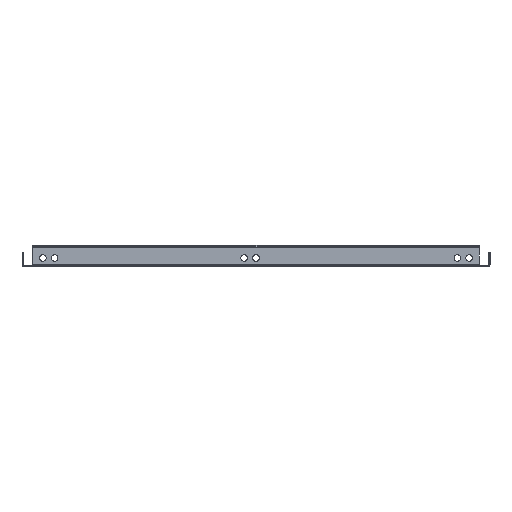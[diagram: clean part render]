
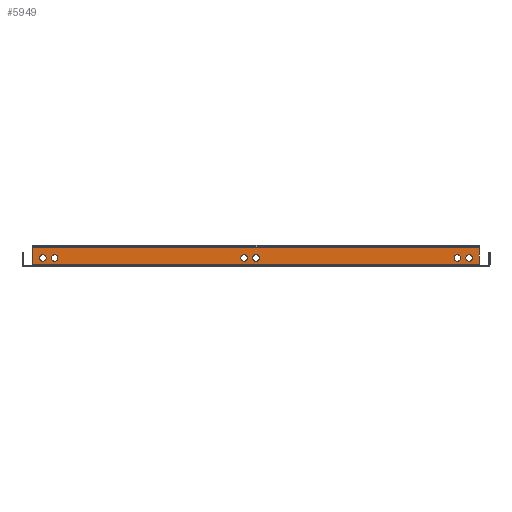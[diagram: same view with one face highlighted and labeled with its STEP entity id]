
A CAD part, left-side view. The second image highlights one B-rep face of the part: STEP entity #5949.
In plain terms, the highlighted planar face has unit normal (-1, 0, 0).
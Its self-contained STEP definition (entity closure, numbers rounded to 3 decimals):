
#21 = DIRECTION ( 'NONE',  ( 0., 0., 1. ) ) ;
#68 = CARTESIAN_POINT ( 'NONE',  ( -253.2, 225., 11.25 ) ) ;
#150 = DIRECTION ( 'NONE',  ( 0., 0., -1. ) ) ;
#151 = VERTEX_POINT ( 'NONE', #166 ) ;
#166 = CARTESIAN_POINT ( 'NONE',  ( -253.2, 235.8, 18.8 ) ) ;
#283 = EDGE_LOOP ( 'NONE', ( #502, #2647 ) ) ;
#313 = VERTEX_POINT ( 'NONE', #5866 ) ;
#389 = DIRECTION ( 'NONE',  ( 1., 0., 0. ) ) ;
#396 = CARTESIAN_POINT ( 'NONE',  ( -253.2, -212.5, 7.8 ) ) ;
#502 = ORIENTED_EDGE ( 'NONE', *, *, #3304, .T. ) ;
#610 = VERTEX_POINT ( 'NONE', #5001 ) ;
#643 = LINE ( 'NONE', #4859, #6883 ) ;
#660 = CARTESIAN_POINT ( 'NONE',  ( -253.2, 225., 4.35 ) ) ;
#718 = VERTEX_POINT ( 'NONE', #845 ) ;
#783 = CARTESIAN_POINT ( 'NONE',  ( -253.2, 0., 0. ) ) ;
#828 = VERTEX_POINT ( 'NONE', #5173 ) ;
#841 = CIRCLE ( 'NONE', #5616, 3.45 ) ;
#845 = CARTESIAN_POINT ( 'NONE',  ( -253.2, 0., 4.35 ) ) ;
#893 = CARTESIAN_POINT ( 'NONE',  ( -253.2, 212.5, 4.35 ) ) ;
#940 = CARTESIAN_POINT ( 'NONE',  ( -253.2, -225., 7.8 ) ) ;
#988 = CIRCLE ( 'NONE', #4932, 3.45 ) ;
#1063 = VERTEX_POINT ( 'NONE', #68 ) ;
#1099 = DIRECTION ( 'NONE',  ( 1., 0., 0. ) ) ;
#1101 = EDGE_LOOP ( 'NONE', ( #7242, #3211, #3950, #6680 ) ) ;
#1138 = AXIS2_PLACEMENT_3D ( 'NONE', #940, #6265, #4582 ) ;
#1246 = ORIENTED_EDGE ( 'NONE', *, *, #2321, .T. ) ;
#1291 = FACE_BOUND ( 'NONE', #283, .T. ) ;
#1304 = VERTEX_POINT ( 'NONE', #4021 ) ;
#1404 = CARTESIAN_POINT ( 'NONE',  ( -253.2, 212.5, 7.8 ) ) ;
#1495 = CIRCLE ( 'NONE', #5480, 3.45 ) ;
#1537 = ORIENTED_EDGE ( 'NONE', *, *, #6470, .T. ) ;
#1540 = CIRCLE ( 'NONE', #4990, 3.45 ) ;
#1544 = ORIENTED_EDGE ( 'NONE', *, *, #7301, .T. ) ;
#1625 = DIRECTION ( 'NONE',  ( 0., 0., -1. ) ) ;
#1674 = CARTESIAN_POINT ( 'NONE',  ( -253.2, -235.8, 1. ) ) ;
#1721 = LINE ( 'NONE', #6444, #3512 ) ;
#1740 = VERTEX_POINT ( 'NONE', #893 ) ;
#1809 = DIRECTION ( 'NONE',  ( 1., 0., 0. ) ) ;
#1853 = DIRECTION ( 'NONE',  ( 1., 0., 0. ) ) ;
#1888 = DIRECTION ( 'NONE',  ( 0., -1., 0. ) ) ;
#1915 = DIRECTION ( 'NONE',  ( 0., 0., -1. ) ) ;
#1969 = PLANE ( 'NONE',  #6806 ) ;
#1999 = EDGE_LOOP ( 'NONE', ( #3213, #5038 ) ) ;
#2036 = VECTOR ( 'NONE', #6062, 1000. ) ;
#2045 = FACE_OUTER_BOUND ( 'NONE', #1101, .T. ) ;
#2068 = CIRCLE ( 'NONE', #6944, 3.45 ) ;
#2088 = EDGE_CURVE ( 'NONE', #313, #5891, #841, .T. ) ;
#2109 = AXIS2_PLACEMENT_3D ( 'NONE', #1404, #4962, #2600 ) ;
#2126 = DIRECTION ( 'NONE',  ( 1., 0., 0. ) ) ;
#2244 = DIRECTION ( 'NONE',  ( 0., 0., -1. ) ) ;
#2299 = AXIS2_PLACEMENT_3D ( 'NONE', #7671, #5863, #4650 ) ;
#2301 = CIRCLE ( 'NONE', #3819, 3.45 ) ;
#2317 = CARTESIAN_POINT ( 'NONE',  ( -253.2, 12.5, 4.35 ) ) ;
#2321 = EDGE_CURVE ( 'NONE', #718, #828, #7620, .T. ) ;
#2441 = VERTEX_POINT ( 'NONE', #660 ) ;
#2484 = VERTEX_POINT ( 'NONE', #4866 ) ;
#2553 = DIRECTION ( 'NONE',  ( -1., 0., 0. ) ) ;
#2583 = CARTESIAN_POINT ( 'NONE',  ( -253.2, -225., 4.35 ) ) ;
#2600 = DIRECTION ( 'NONE',  ( 0., 0., -1. ) ) ;
#2647 = ORIENTED_EDGE ( 'NONE', *, *, #2088, .T. ) ;
#2711 = EDGE_CURVE ( 'NONE', #7363, #3556, #2068, .T. ) ;
#2840 = DIRECTION ( 'NONE',  ( 0., 0., -1. ) ) ;
#2851 = CARTESIAN_POINT ( 'NONE',  ( -253.2, -225., 11.25 ) ) ;
#2974 = EDGE_CURVE ( 'NONE', #6024, #5716, #643, .T. ) ;
#3135 = CARTESIAN_POINT ( 'NONE',  ( -253.2, 12.5, 7.8 ) ) ;
#3211 = ORIENTED_EDGE ( 'NONE', *, *, #2974, .T. ) ;
#3213 = ORIENTED_EDGE ( 'NONE', *, *, #6820, .T. ) ;
#3247 = EDGE_CURVE ( 'NONE', #828, #718, #7608, .T. ) ;
#3304 = EDGE_CURVE ( 'NONE', #5891, #313, #1495, .T. ) ;
#3504 = CARTESIAN_POINT ( 'NONE',  ( -253.2, -225., 7.8 ) ) ;
#3512 = VECTOR ( 'NONE', #2840, 1000. ) ;
#3522 = ORIENTED_EDGE ( 'NONE', *, *, #4680, .T. ) ;
#3556 = VERTEX_POINT ( 'NONE', #2583 ) ;
#3646 = LINE ( 'NONE', #7806, #2036 ) ;
#3663 = FACE_BOUND ( 'NONE', #4343, .T. ) ;
#3705 = CARTESIAN_POINT ( 'NONE',  ( -253.2, -212.5, 7.8 ) ) ;
#3761 = AXIS2_PLACEMENT_3D ( 'NONE', #4204, #4726, #4177 ) ;
#3786 = CARTESIAN_POINT ( 'NONE',  ( -253.2, 212.5, 7.8 ) ) ;
#3807 = VECTOR ( 'NONE', #21, 1000. ) ;
#3819 = AXIS2_PLACEMENT_3D ( 'NONE', #7171, #1099, #7799 ) ;
#3862 = VERTEX_POINT ( 'NONE', #2317 ) ;
#3950 = ORIENTED_EDGE ( 'NONE', *, *, #7413, .T. ) ;
#3977 = DIRECTION ( 'NONE',  ( 1., 0., 0. ) ) ;
#4021 = CARTESIAN_POINT ( 'NONE',  ( -253.2, 212.5, 11.25 ) ) ;
#4177 = DIRECTION ( 'NONE',  ( 0., 0., -1. ) ) ;
#4180 = CARTESIAN_POINT ( 'NONE',  ( -253.2, -235.8, 0. ) ) ;
#4204 = CARTESIAN_POINT ( 'NONE',  ( -253.2, 0., 7.8 ) ) ;
#4217 = CIRCLE ( 'NONE', #4274, 3.45 ) ;
#4274 = AXIS2_PLACEMENT_3D ( 'NONE', #3786, #7358, #150 ) ;
#4343 = EDGE_LOOP ( 'NONE', ( #5780, #1544 ) ) ;
#4345 = EDGE_CURVE ( 'NONE', #2484, #151, #3646, .T. ) ;
#4352 = DIRECTION ( 'NONE',  ( 0., 0., -1. ) ) ;
#4460 = CARTESIAN_POINT ( 'NONE',  ( -253.2, 235.8, 1. ) ) ;
#4582 = DIRECTION ( 'NONE',  ( 0., 0., -1. ) ) ;
#4650 = DIRECTION ( 'NONE',  ( 0., 0., -1. ) ) ;
#4680 = EDGE_CURVE ( 'NONE', #1304, #1740, #5141, .T. ) ;
#4726 = DIRECTION ( 'NONE',  ( 1., 0., 0. ) ) ;
#4859 = CARTESIAN_POINT ( 'NONE',  ( -253.2, 0., 1. ) ) ;
#4866 = CARTESIAN_POINT ( 'NONE',  ( -253.2, -235.8, 18.8 ) ) ;
#4927 = AXIS2_PLACEMENT_3D ( 'NONE', #7526, #2126, #7568 ) ;
#4932 = AXIS2_PLACEMENT_3D ( 'NONE', #3135, #1809, #1915 ) ;
#4962 = DIRECTION ( 'NONE',  ( 1., 0., 0. ) ) ;
#4990 = AXIS2_PLACEMENT_3D ( 'NONE', #7063, #389, #7108 ) ;
#4998 = CARTESIAN_POINT ( 'NONE',  ( -253.2, -212.5, 4.35 ) ) ;
#5001 = CARTESIAN_POINT ( 'NONE',  ( -253.2, 12.5, 11.25 ) ) ;
#5038 = ORIENTED_EDGE ( 'NONE', *, *, #6239, .T. ) ;
#5065 = FACE_BOUND ( 'NONE', #6514, .T. ) ;
#5141 = CIRCLE ( 'NONE', #2109, 3.45 ) ;
#5173 = CARTESIAN_POINT ( 'NONE',  ( -253.2, 0., 11.25 ) ) ;
#5228 = EDGE_LOOP ( 'NONE', ( #1246, #6943 ) ) ;
#5445 = FACE_BOUND ( 'NONE', #5228, .T. ) ;
#5480 = AXIS2_PLACEMENT_3D ( 'NONE', #396, #6519, #1625 ) ;
#5584 = DIRECTION ( 'NONE',  ( 0., 0., 1. ) ) ;
#5616 = AXIS2_PLACEMENT_3D ( 'NONE', #3705, #1853, #4352 ) ;
#5716 = VERTEX_POINT ( 'NONE', #1674 ) ;
#5780 = ORIENTED_EDGE ( 'NONE', *, *, #7313, .T. ) ;
#5863 = DIRECTION ( 'NONE',  ( 1., 0., 0. ) ) ;
#5866 = CARTESIAN_POINT ( 'NONE',  ( -253.2, -212.5, 11.25 ) ) ;
#5891 = VERTEX_POINT ( 'NONE', #4998 ) ;
#5923 = EDGE_CURVE ( 'NONE', #1740, #1304, #4217, .T. ) ;
#5949 = ADVANCED_FACE ( 'NONE', ( #6670, #5445, #3663, #1291, #5065, #6864, #2045 ), #1969, .T. ) ;
#6024 = VERTEX_POINT ( 'NONE', #4460 ) ;
#6062 = DIRECTION ( 'NONE',  ( 0., 1., 0. ) ) ;
#6170 = CIRCLE ( 'NONE', #1138, 3.45 ) ;
#6239 = EDGE_CURVE ( 'NONE', #610, #3862, #988, .T. ) ;
#6265 = DIRECTION ( 'NONE',  ( 1., 0., 0. ) ) ;
#6378 = ORIENTED_EDGE ( 'NONE', *, *, #2711, .T. ) ;
#6436 = EDGE_LOOP ( 'NONE', ( #1537, #6378 ) ) ;
#6444 = CARTESIAN_POINT ( 'NONE',  ( -253.2, 235.8, 0. ) ) ;
#6470 = EDGE_CURVE ( 'NONE', #3556, #7363, #6170, .T. ) ;
#6514 = EDGE_LOOP ( 'NONE', ( #7780, #3522 ) ) ;
#6519 = DIRECTION ( 'NONE',  ( 1., 0., 0. ) ) ;
#6670 = FACE_BOUND ( 'NONE', #1999, .T. ) ;
#6680 = ORIENTED_EDGE ( 'NONE', *, *, #4345, .T. ) ;
#6806 = AXIS2_PLACEMENT_3D ( 'NONE', #783, #2553, #5584 ) ;
#6820 = EDGE_CURVE ( 'NONE', #3862, #610, #2301, .T. ) ;
#6864 = FACE_BOUND ( 'NONE', #6436, .T. ) ;
#6883 = VECTOR ( 'NONE', #1888, 1000. ) ;
#6943 = ORIENTED_EDGE ( 'NONE', *, *, #3247, .T. ) ;
#6944 = AXIS2_PLACEMENT_3D ( 'NONE', #3504, #3977, #2244 ) ;
#7063 = CARTESIAN_POINT ( 'NONE',  ( -253.2, 225., 7.8 ) ) ;
#7108 = DIRECTION ( 'NONE',  ( 0., 0., -1. ) ) ;
#7171 = CARTESIAN_POINT ( 'NONE',  ( -253.2, 12.5, 7.8 ) ) ;
#7242 = ORIENTED_EDGE ( 'NONE', *, *, #7776, .T. ) ;
#7301 = EDGE_CURVE ( 'NONE', #1063, #2441, #7654, .T. ) ;
#7313 = EDGE_CURVE ( 'NONE', #2441, #1063, #1540, .T. ) ;
#7358 = DIRECTION ( 'NONE',  ( 1., 0., 0. ) ) ;
#7363 = VERTEX_POINT ( 'NONE', #2851 ) ;
#7413 = EDGE_CURVE ( 'NONE', #5716, #2484, #7755, .T. ) ;
#7526 = CARTESIAN_POINT ( 'NONE',  ( -253.2, 0., 7.8 ) ) ;
#7568 = DIRECTION ( 'NONE',  ( 0., 0., -1. ) ) ;
#7608 = CIRCLE ( 'NONE', #4927, 3.45 ) ;
#7620 = CIRCLE ( 'NONE', #3761, 3.45 ) ;
#7654 = CIRCLE ( 'NONE', #2299, 3.45 ) ;
#7671 = CARTESIAN_POINT ( 'NONE',  ( -253.2, 225., 7.8 ) ) ;
#7755 = LINE ( 'NONE', #4180, #3807 ) ;
#7776 = EDGE_CURVE ( 'NONE', #151, #6024, #1721, .T. ) ;
#7780 = ORIENTED_EDGE ( 'NONE', *, *, #5923, .T. ) ;
#7799 = DIRECTION ( 'NONE',  ( 0., 0., -1. ) ) ;
#7806 = CARTESIAN_POINT ( 'NONE',  ( -253.2, 0., 18.8 ) ) ;
